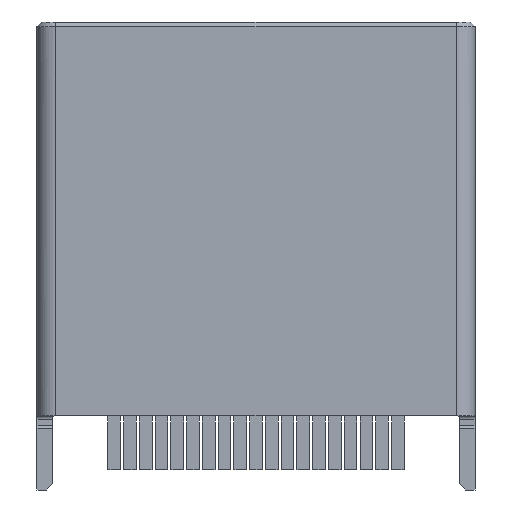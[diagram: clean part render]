
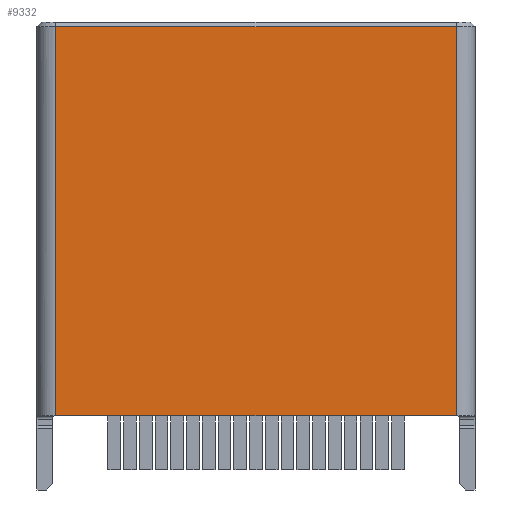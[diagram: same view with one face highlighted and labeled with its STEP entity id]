
A CAD part, front view. The second image highlights one B-rep face of the part: STEP entity #9332.
In plain terms, the highlighted planar face has unit normal (0, -1, 0).
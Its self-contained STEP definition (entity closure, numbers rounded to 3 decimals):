
#917 = EDGE_CURVE ( 'NONE', #2482, #8397, #14194, .T. ) ;
#952 = VERTEX_POINT ( 'NONE', #6369 ) ;
#1221 = CARTESIAN_POINT ( 'NONE',  ( 6.35, -2.225, 9.7 ) ) ;
#1335 = FACE_OUTER_BOUND ( 'NONE', #17037, .T. ) ;
#1363 = CARTESIAN_POINT ( 'NONE',  ( -6.35, -2.225, 9.7 ) ) ;
#1666 = LINE ( 'NONE', #17899, #16350 ) ;
#2482 = VERTEX_POINT ( 'NONE', #5300 ) ;
#2825 = LINE ( 'NONE', #19230, #7486 ) ;
#2870 = DIRECTION ( 'NONE',  ( -1., 0., 0. ) ) ;
#3065 = CARTESIAN_POINT ( 'NONE',  ( 6.35, -2.225, 9.7 ) ) ;
#3260 = DIRECTION ( 'NONE',  ( 0., 1., 0. ) ) ;
#4932 = DIRECTION ( 'NONE',  ( 0., 0., -1. ) ) ;
#5300 = CARTESIAN_POINT ( 'NONE',  ( 6.35, -2.225, 9.55 ) ) ;
#6158 = VECTOR ( 'NONE', #4932, 1000. ) ;
#6369 = CARTESIAN_POINT ( 'NONE',  ( -6.35, -2.225, 9.55 ) ) ;
#7486 = VECTOR ( 'NONE', #20978, 1000. ) ;
#7683 = ORIENTED_EDGE ( 'NONE', *, *, #13958, .T. ) ;
#8184 = AXIS2_PLACEMENT_3D ( 'NONE', #3065, #3260, #9555 ) ;
#8397 = VERTEX_POINT ( 'NONE', #17574 ) ;
#9140 = EDGE_CURVE ( 'NONE', #952, #20720, #21125, .T. ) ;
#9332 = ADVANCED_FACE ( 'NONE', ( #1335 ), #19368, .F. ) ;
#9497 = VECTOR ( 'NONE', #19488, 1000. ) ;
#9555 = DIRECTION ( 'NONE',  ( -1., 0., 0. ) ) ;
#12135 = ORIENTED_EDGE ( 'NONE', *, *, #15470, .F. ) ;
#13958 = EDGE_CURVE ( 'NONE', #2482, #952, #1666, .T. ) ;
#14194 = LINE ( 'NONE', #1221, #9497 ) ;
#15470 = EDGE_CURVE ( 'NONE', #8397, #20720, #2825, .T. ) ;
#15838 = CARTESIAN_POINT ( 'NONE',  ( -6.35, -2.225, -2.8 ) ) ;
#16350 = VECTOR ( 'NONE', #2870, 1000. ) ;
#16610 = ORIENTED_EDGE ( 'NONE', *, *, #917, .F. ) ;
#17037 = EDGE_LOOP ( 'NONE', ( #16610, #7683, #20902, #12135 ) ) ;
#17574 = CARTESIAN_POINT ( 'NONE',  ( 6.35, -2.225, -2.8 ) ) ;
#17899 = CARTESIAN_POINT ( 'NONE',  ( -6.35, -2.225, 9.55 ) ) ;
#19230 = CARTESIAN_POINT ( 'NONE',  ( 6.35, -2.225, -2.8 ) ) ;
#19368 = PLANE ( 'NONE',  #8184 ) ;
#19488 = DIRECTION ( 'NONE',  ( 0., 0., -1. ) ) ;
#20720 = VERTEX_POINT ( 'NONE', #15838 ) ;
#20902 = ORIENTED_EDGE ( 'NONE', *, *, #9140, .T. ) ;
#20978 = DIRECTION ( 'NONE',  ( -1., 0., 0. ) ) ;
#21125 = LINE ( 'NONE', #1363, #6158 ) ;
